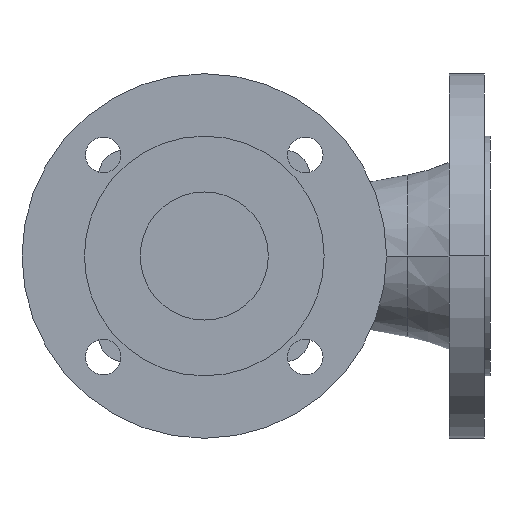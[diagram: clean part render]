
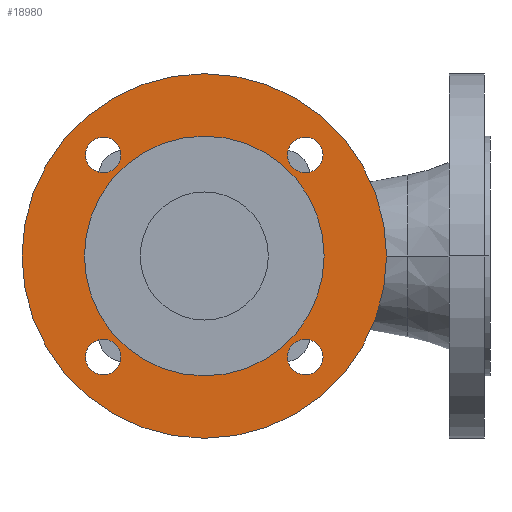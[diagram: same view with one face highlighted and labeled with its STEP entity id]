
A CAD part, front view. The second image highlights one B-rep face of the part: STEP entity #18980.
In plain terms, the highlighted planar face has unit normal (0, -1, 0).
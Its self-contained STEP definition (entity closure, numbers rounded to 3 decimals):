
#3010=CARTESIAN_POINT('',(60.85,3.,0.));
#3020=VERTEX_POINT('',#3010);
#3050=CARTESIAN_POINT('',(0.,3.,0.));
#3060=DIRECTION('',(0.,-1.,-0.));
#3070=DIRECTION('',(-1.,0.,0.));
#3080=AXIS2_PLACEMENT_3D('',#3050,#3060,#3070);
#3090=CIRCLE('',#3080,60.85);
#3100=CARTESIAN_POINT('',(-60.85,3.,0.)
);
#3110=VERTEX_POINT('',#3100);
#3120=EDGE_CURVE('',#3110,#3020,#3090,.T.);
#3410=CARTESIAN_POINT('',(92.5,3.,0.));
#3420=VERTEX_POINT('',#3410);
#3600=CARTESIAN_POINT('',(-92.5,3.,0.))
;
#3610=VERTEX_POINT('',#3600);
#3640=CARTESIAN_POINT('',(0.,3.,0.));
#3650=DIRECTION('',(0.,-1.,-0.));
#3660=DIRECTION('',(-1.,0.,0.));
#3670=AXIS2_PLACEMENT_3D('',#3640,#3650,#3660);
#3680=CIRCLE('',#3670,92.5);
#3690=EDGE_CURVE('',#3610,#3420,#3680,.T.);
#11390=CARTESIAN_POINT('',(42.265,3.,
-51.265));
#11400=VERTEX_POINT('',#11390);
#11430=CARTESIAN_POINT('',(51.265,3.,
-51.265));
#11440=DIRECTION('',(-0.,1.,0.));
#11450=DIRECTION('',(1.,0.,0.));
#11460=AXIS2_PLACEMENT_3D('',#11430,#11440,#11450);
#11470=CIRCLE('',#11460,9.);
#11480=CARTESIAN_POINT('',(60.265,3.,-51.265));
#11490=VERTEX_POINT('',#11480);
#11500=EDGE_CURVE('',#11400,#11490,#11470,.T.);
#11810=CARTESIAN_POINT('',(42.265,3.,
51.265));
#11820=VERTEX_POINT('',#11810);
#11850=CARTESIAN_POINT('',(51.265,3.,
51.265));
#11860=DIRECTION('',(-0.,1.,0.));
#11870=DIRECTION('',(1.,0.,0.));
#11880=AXIS2_PLACEMENT_3D('',#11850,#11860,#11870);
#11890=CIRCLE('',#11880,9.);
#11900=CARTESIAN_POINT('',(60.265,3.,
51.265));
#11910=VERTEX_POINT('',#11900);
#11920=EDGE_CURVE('',#11820,#11910,#11890,.T.);
#12230=CARTESIAN_POINT('',(-60.265,3.,
51.265));
#12240=VERTEX_POINT('',#12230);
#12400=CARTESIAN_POINT('',(-42.265,3.,
51.265));
#12410=VERTEX_POINT('',#12400);
#12440=CARTESIAN_POINT('',(-51.265,3.,
51.265));
#12450=DIRECTION('',(-0.,1.,0.));
#12460=DIRECTION('',(1.,0.,0.));
#12470=AXIS2_PLACEMENT_3D('',#12440,#12450,#12460);
#12480=CIRCLE('',#12470,9.);
#12490=EDGE_CURVE('',#12410,#12240,#12480,.T.);
#12650=CARTESIAN_POINT('',(-60.265,3.,
-51.265));
#12660=VERTEX_POINT('',#12650);
#12820=CARTESIAN_POINT('',(-42.265,3.,
-51.265));
#12830=VERTEX_POINT('',#12820);
#12860=CARTESIAN_POINT('',(-51.265,3.,
-51.265));
#12870=DIRECTION('',(-0.,1.,0.));
#12880=DIRECTION('',(1.,0.,0.));
#12890=AXIS2_PLACEMENT_3D('',#12860,#12870,#12880);
#12900=CIRCLE('',#12890,9.);
#12910=EDGE_CURVE('',#12830,#12660,#12900,.T.);
#18630=CARTESIAN_POINT('',(-76.675,3.,
0.));
#18640=DIRECTION('',(0.,-1.,-0.));
#18650=DIRECTION('',(-1.,0.,0.));
#18660=AXIS2_PLACEMENT_3D('',#18630,#18640,#18650);
#18670=PLANE('',#18660);
#18680=EDGE_CURVE('',#12660,#12830,#12900,.T.);
#18690=ORIENTED_EDGE('',*,*,#18680,.T.);
#18700=ORIENTED_EDGE('',*,*,#12910,.T.);
#18710=EDGE_LOOP('',(#18700,#18690));
#18720=FACE_BOUND('',#18710,.T.);
#18730=EDGE_CURVE('',#12240,#12410,#12480,.T.);
#18740=ORIENTED_EDGE('',*,*,#18730,.T.);
#18750=ORIENTED_EDGE('',*,*,#12490,.T.);
#18760=EDGE_LOOP('',(#18750,#18740));
#18770=FACE_BOUND('',#18760,.T.);
#18780=ORIENTED_EDGE('',*,*,#11920,.T.);
#18790=EDGE_CURVE('',#11910,#11820,#11890,.T.);
#18800=ORIENTED_EDGE('',*,*,#18790,.T.);
#18810=EDGE_LOOP('',(#18800,#18780));
#18820=FACE_BOUND('',#18810,.T.);
#18830=EDGE_CURVE('',#11490,#11400,#11470,.T.);
#18840=ORIENTED_EDGE('',*,*,#18830,.T.);
#18850=ORIENTED_EDGE('',*,*,#11500,.T.);
#18860=EDGE_LOOP('',(#18850,#18840));
#18870=FACE_BOUND('',#18860,.T.);
#18880=ORIENTED_EDGE('',*,*,#3120,.F.);
#18890=EDGE_CURVE('',#3020,#3110,#3090,.T.);
#18900=ORIENTED_EDGE('',*,*,#18890,.F.);
#18910=EDGE_LOOP('',(#18900,#18880));
#18920=FACE_BOUND('',#18910,.T.);
#18930=EDGE_CURVE('',#3420,#3610,#3680,.T.);
#18940=ORIENTED_EDGE('',*,*,#18930,.T.);
#18950=ORIENTED_EDGE('',*,*,#3690,.T.);
#18960=EDGE_LOOP('',(#18950,#18940));
#18970=FACE_OUTER_BOUND('',#18960,.T.);
#18980=ADVANCED_FACE('',(#18720,#18770,#18820,#18870,#18920,#18970),
#18670,.T.);
